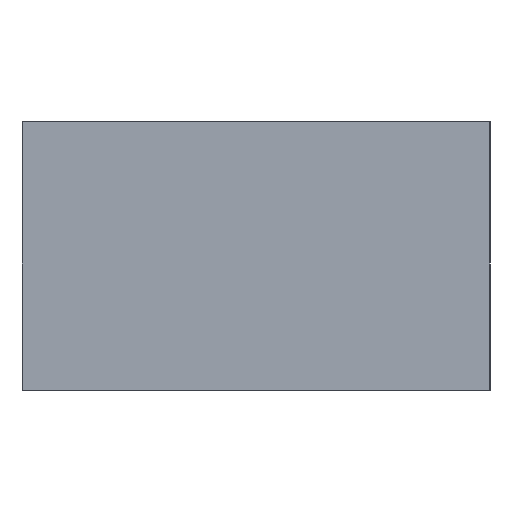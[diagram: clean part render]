
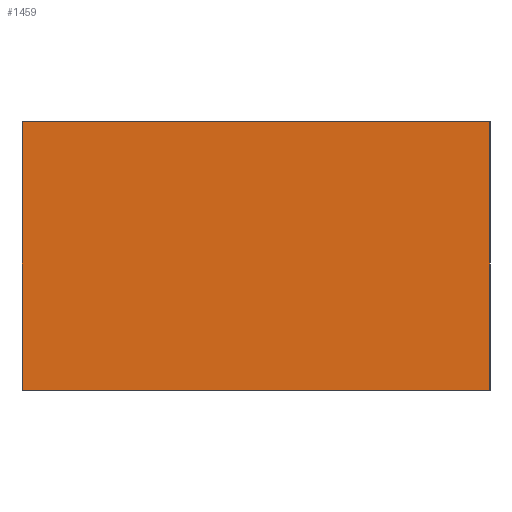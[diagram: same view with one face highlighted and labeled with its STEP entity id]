
A CAD part, left-side view. The second image highlights one B-rep face of the part: STEP entity #1459.
In plain terms, the highlighted planar face has unit normal (-1, 0, 0).
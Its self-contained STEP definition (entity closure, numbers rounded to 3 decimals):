
#404=ORIENTED_EDGE('',*,*,#670,.F.);
#405=ORIENTED_EDGE('',*,*,#679,.F.);
#406=ORIENTED_EDGE('',*,*,#680,.F.);
#407=ORIENTED_EDGE('',*,*,#681,.T.);
#670=EDGE_CURVE('',#814,#815,#946,.T.);
#679=EDGE_CURVE('',#821,#814,#955,.T.);
#680=EDGE_CURVE('',#822,#821,#956,.T.);
#681=EDGE_CURVE('',#822,#815,#957,.T.);
#814=VERTEX_POINT('',#3077);
#815=VERTEX_POINT('',#3079);
#821=VERTEX_POINT('',#3097);
#822=VERTEX_POINT('',#3099);
#946=LINE('',#3078,#1085);
#955=LINE('',#3096,#1094);
#956=LINE('',#3098,#1095);
#957=LINE('',#3100,#1096);
#1085=VECTOR('',#2354,1000.);
#1094=VECTOR('',#2369,1000.);
#1095=VECTOR('',#2370,1000.);
#1096=VECTOR('',#2371,1000.);
#1187=EDGE_LOOP('',(#404,#405,#406,#407));
#1287=FACE_BOUND('',#1187,.T.);
#1375=PLANE('',#2073);
#1459=ADVANCED_FACE('',(#1287),#1375,.F.);
#2073=AXIS2_PLACEMENT_3D('',#3095,#2367,#2368);
#2354=DIRECTION('',(0.,1.,0.));
#2367=DIRECTION('',(1.,0.,0.));
#2368=DIRECTION('',(0.,0.,-1.));
#2369=DIRECTION('',(0.,0.,-1.));
#2370=DIRECTION('',(0.,-1.,0.));
#2371=DIRECTION('',(0.,0.,-1.));
#3077=CARTESIAN_POINT('',(-2.7,-2.7,0.));
#3078=CARTESIAN_POINT('',(-2.7,-2.7,0.));
#3079=CARTESIAN_POINT('',(-2.7,2.7,0.));
#3095=CARTESIAN_POINT('',(-2.7,2.7,3.1));
#3096=CARTESIAN_POINT('',(-2.7,-2.7,3.1));
#3097=CARTESIAN_POINT('',(-2.7,-2.7,3.1));
#3098=CARTESIAN_POINT('',(-2.7,2.7,3.1));
#3099=CARTESIAN_POINT('',(-2.7,2.7,3.1));
#3100=CARTESIAN_POINT('',(-2.7,2.7,3.1));
